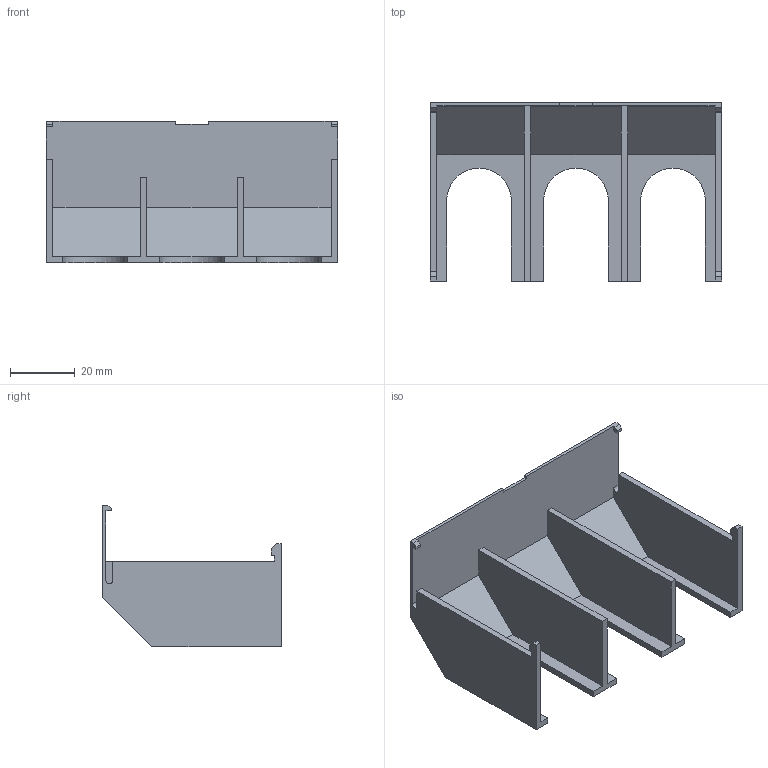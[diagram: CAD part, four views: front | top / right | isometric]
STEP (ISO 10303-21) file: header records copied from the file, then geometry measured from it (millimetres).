
FILE_DESCRIPTION((''),'2;1');
FILE_NAME('VZ10','2017-12-27T',('SESA468396'),('Schneider-Electric'),'PRO/ENGINEER BY PARAMETRIC TECHNOLOGY CORPORATION, 2015440','PRO/ENGINEER BY PARAMETRIC TECHNOLOGY CORPORATION, 2015440','');
FILE_SCHEMA(('CONFIG_CONTROL_DESIGN'));
Length unit declared in the file: millimetre
Products named in the file (1): VZ10
Bounding box: 90 x 55.2 x 43.9 mm (x, y, z)
Volume: 19252 mm3; surface area: 22864.4 mm2
Topology: 1 solids, 1 shells, 62 faces, 180 edges, 120 vertices
Faces by surface type: plane 57, cylinder 5
Entity records: 2052 total; most frequent: CARTESIAN_POINT 362, ORIENTED_EDGE 360, DIRECTION 314, EDGE_CURVE 180, VECTOR 170, LINE 170, VERTEX_POINT 120, AXIS2_PLACEMENT_3D 72
